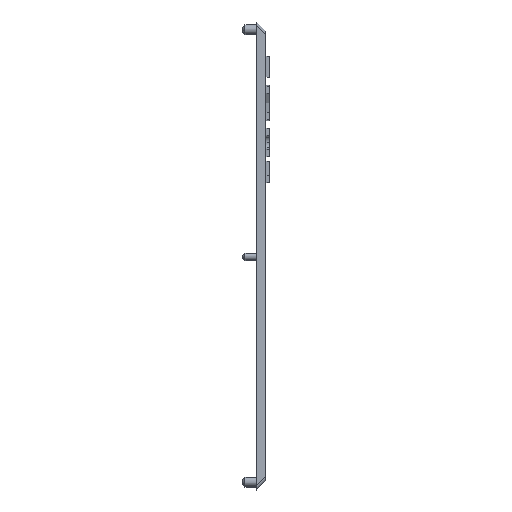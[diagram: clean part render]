
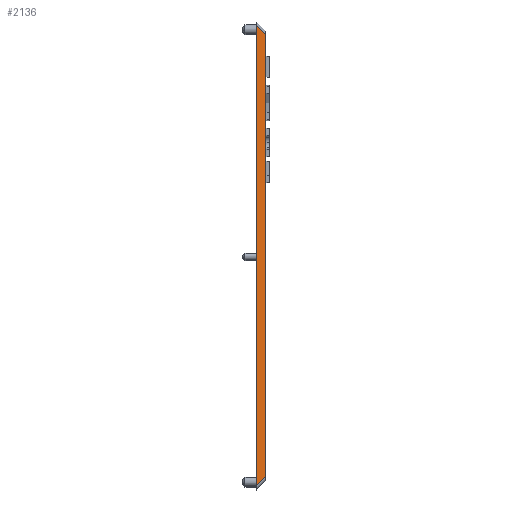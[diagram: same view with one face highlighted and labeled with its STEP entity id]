
A CAD part, top view. The second image highlights one B-rep face of the part: STEP entity #2136.
In plain terms, the highlighted planar face has unit normal (0.707, 0, 0.707).
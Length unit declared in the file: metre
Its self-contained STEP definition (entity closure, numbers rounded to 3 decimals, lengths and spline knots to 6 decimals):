
#96=LINE('',#2985,#343);
#202=LINE('',#3273,#449);
#207=LINE('',#3283,#454);
#208=LINE('',#3284,#455);
#343=VECTOR('',#2427,1.);
#449=VECTOR('',#2603,1.);
#454=VECTOR('',#2616,1.);
#455=VECTOR('',#2617,1.);
#771=ORIENTED_EDGE('',*,*,#1324,.T.);
#772=ORIENTED_EDGE('',*,*,#1330,.T.);
#773=ORIENTED_EDGE('',*,*,#1193,.F.);
#774=ORIENTED_EDGE('',*,*,#1331,.T.);
#1193=EDGE_CURVE('',#1493,#1494,#96,.T.);
#1324=EDGE_CURVE('',#1605,#1604,#202,.T.);
#1330=EDGE_CURVE('',#1604,#1494,#207,.T.);
#1331=EDGE_CURVE('',#1493,#1605,#208,.T.);
#1493=VERTEX_POINT('',#2984);
#1494=VERTEX_POINT('',#2986);
#1604=VERTEX_POINT('',#3272);
#1605=VERTEX_POINT('',#3274);
#1736=EDGE_LOOP('',(#771,#772,#773,#774));
#1899=FACE_BOUND('',#1736,.T.);
#2038=PLANE('',#2293);
#2136=ADVANCED_FACE('',(#1899),#2038,.T.);
#2293=AXIS2_PLACEMENT_3D('',#3282,#2614,#2615);
#2427=DIRECTION('',(0.,-1.,0.));
#2603=DIRECTION('',(0.,-1.,0.));
#2614=DIRECTION('',(0.707,0.,0.707));
#2615=DIRECTION('',(0.,1.,0.));
#2616=DIRECTION('',(0.577,0.577,-0.577));
#2617=DIRECTION('',(-0.577,0.577,0.577));
#2984=CARTESIAN_POINT('',(0.004,0.095457,0.096871));
#2985=CARTESIAN_POINT('',(0.004,-0.100871,0.096871));
#2986=CARTESIAN_POINT('',(0.004,-0.095457,0.096871));
#3272=CARTESIAN_POINT('',(0.,-0.099457,0.100871));
#3273=CARTESIAN_POINT('',(0.,0.,0.100871));
#3274=CARTESIAN_POINT('',(0.,0.099457,0.100871));
#3282=CARTESIAN_POINT('',(0.004,0.,0.096871));
#3283=CARTESIAN_POINT('',(0.035819,-0.063638,0.065052));
#3284=CARTESIAN_POINT('',(0.035819,0.063638,0.065052));
